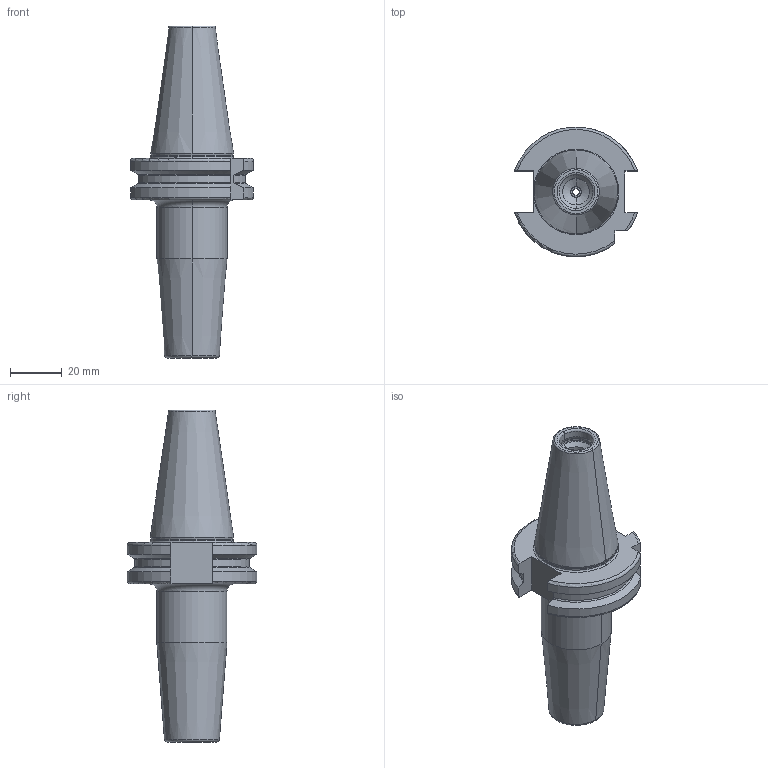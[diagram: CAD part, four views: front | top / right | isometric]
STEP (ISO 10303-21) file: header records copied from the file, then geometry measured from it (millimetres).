
FILE_DESCRIPTION((''),'2;1');
FILE_NAME('302_70_06','2020-08-25T',('104091'),(''),'CREO PARAMETRIC BY PTC INC, 2016260','CREO PARAMETRIC BY PTC INC, 2016260','');
FILE_SCHEMA(('CONFIG_CONTROL_DESIGN'));
Length unit declared in the file: millimetre
Products named in the file (1): 302_70_06
Bounding box: 47.34 x 49.9 x 127.8 mm (x, y, z)
Volume: 74597.6 mm3; surface area: 17758.5 mm2
Topology: 1 solids, 1 shells, 118 faces, 283 edges, 171 vertices
Faces by surface type: cylinder 31, torus 30, plane 29, cone 28
Entity records: 3665 total; most frequent: CARTESIAN_POINT 853, DIRECTION 619, ORIENTED_EDGE 562, EDGE_CURVE 281, AXIS2_PLACEMENT_3D 255, VERTEX_POINT 171, CIRCLE 134, EDGE_LOOP 126
